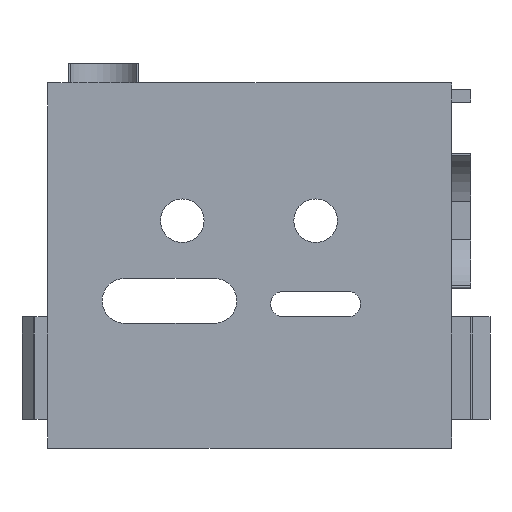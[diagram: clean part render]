
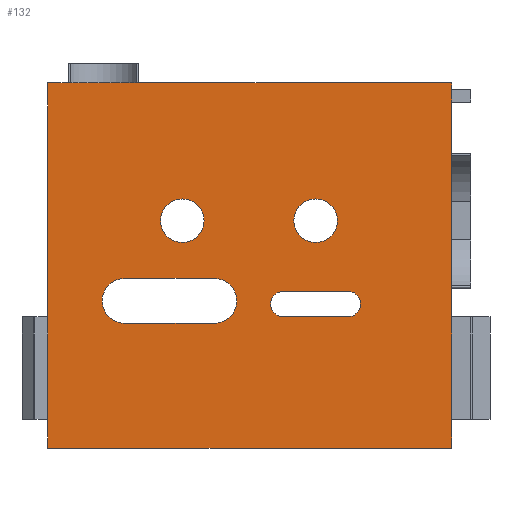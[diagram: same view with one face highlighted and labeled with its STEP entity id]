
A CAD part, left-side view. The second image highlights one B-rep face of the part: STEP entity #132.
In plain terms, the highlighted planar face has unit normal (-1, 0, 0).
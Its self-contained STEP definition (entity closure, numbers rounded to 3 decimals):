
#22 = VERTEX_POINT('',#23);
#23 = CARTESIAN_POINT('',(30.,14.65,14.25));
#31 = EDGE_CURVE('',#32,#22,#34,.T.);
#32 = VERTEX_POINT('',#33);
#33 = CARTESIAN_POINT('',(30.,9.15,14.25));
#34 = LINE('',#35,#36);
#35 = CARTESIAN_POINT('',(30.,9.15,14.25));
#36 = VECTOR('',#37,1.);
#37 = DIRECTION('',(0.,1.,0.));
#132 = ADVANCED_FACE('',(#133,#238,#274,#285,#296),#332,.T.);
#133 = FACE_BOUND('',#134,.T.);
#134 = EDGE_LOOP('',(#135,#143,#144,#152,#160,#168,#176,#184,#192,#200,
    #208,#216,#224,#232));
#135 = ORIENTED_EDGE('',*,*,#136,.T.);
#136 = EDGE_CURVE('',#137,#32,#139,.T.);
#137 = VERTEX_POINT('',#138);
#138 = CARTESIAN_POINT('',(30.,-15.25,14.25));
#139 = LINE('',#140,#141);
#140 = CARTESIAN_POINT('',(30.,-15.25,14.25));
#141 = VECTOR('',#142,1.);
#142 = DIRECTION('',(0.,1.,0.));
#143 = ORIENTED_EDGE('',*,*,#31,.T.);
#144 = ORIENTED_EDGE('',*,*,#145,.T.);
#145 = EDGE_CURVE('',#22,#146,#148,.T.);
#146 = VERTEX_POINT('',#147);
#147 = CARTESIAN_POINT('',(30.,16.25,14.25));
#148 = LINE('',#149,#150);
#149 = CARTESIAN_POINT('',(30.,-15.25,14.25));
#150 = VECTOR('',#151,1.);
#151 = DIRECTION('',(0.,1.,0.));
#152 = ORIENTED_EDGE('',*,*,#153,.T.);
#153 = EDGE_CURVE('',#146,#154,#156,.T.);
#154 = VERTEX_POINT('',#155);
#155 = CARTESIAN_POINT('',(30.,16.25,-4.));
#156 = LINE('',#157,#158);
#157 = CARTESIAN_POINT('',(30.,16.25,14.25));
#158 = VECTOR('',#159,1.);
#159 = DIRECTION('',(0.,0.,-1.));
#160 = ORIENTED_EDGE('',*,*,#161,.T.);
#161 = EDGE_CURVE('',#154,#162,#164,.T.);
#162 = VERTEX_POINT('',#163);
#163 = CARTESIAN_POINT('',(30.,16.25,-12.));
#164 = LINE('',#165,#166);
#165 = CARTESIAN_POINT('',(30.,16.25,-4.));
#166 = VECTOR('',#167,1.);
#167 = DIRECTION('',(0.,0.,-1.));
#168 = ORIENTED_EDGE('',*,*,#169,.T.);
#169 = EDGE_CURVE('',#162,#170,#172,.T.);
#170 = VERTEX_POINT('',#171);
#171 = CARTESIAN_POINT('',(30.,16.25,-14.25));
#172 = LINE('',#173,#174);
#173 = CARTESIAN_POINT('',(30.,16.25,14.25));
#174 = VECTOR('',#175,1.);
#175 = DIRECTION('',(0.,0.,-1.));
#176 = ORIENTED_EDGE('',*,*,#177,.T.);
#177 = EDGE_CURVE('',#170,#178,#180,.T.);
#178 = VERTEX_POINT('',#179);
#179 = CARTESIAN_POINT('',(30.,-15.25,-14.25));
#180 = LINE('',#181,#182);
#181 = CARTESIAN_POINT('',(30.,16.25,-14.25));
#182 = VECTOR('',#183,1.);
#183 = DIRECTION('',(0.,-1.,0.));
#184 = ORIENTED_EDGE('',*,*,#185,.T.);
#185 = EDGE_CURVE('',#178,#186,#188,.T.);
#186 = VERTEX_POINT('',#187);
#187 = CARTESIAN_POINT('',(30.,-15.25,-12.));
#188 = LINE('',#189,#190);
#189 = CARTESIAN_POINT('',(30.,-15.25,-14.25));
#190 = VECTOR('',#191,1.);
#191 = DIRECTION('',(0.,0.,1.));
#192 = ORIENTED_EDGE('',*,*,#193,.T.);
#193 = EDGE_CURVE('',#186,#194,#196,.T.);
#194 = VERTEX_POINT('',#195);
#195 = CARTESIAN_POINT('',(30.,-15.25,-4.));
#196 = LINE('',#197,#198);
#197 = CARTESIAN_POINT('',(30.,-15.25,-12.));
#198 = VECTOR('',#199,1.);
#199 = DIRECTION('',(0.,0.,1.));
#200 = ORIENTED_EDGE('',*,*,#201,.T.);
#201 = EDGE_CURVE('',#194,#202,#204,.T.);
#202 = VERTEX_POINT('',#203);
#203 = CARTESIAN_POINT('',(30.,-15.25,-1.75));
#204 = LINE('',#205,#206);
#205 = CARTESIAN_POINT('',(30.,-15.25,-14.25));
#206 = VECTOR('',#207,1.);
#207 = DIRECTION('',(0.,0.,1.));
#208 = ORIENTED_EDGE('',*,*,#209,.T.);
#209 = EDGE_CURVE('',#202,#210,#212,.T.);
#210 = VERTEX_POINT('',#211);
#211 = CARTESIAN_POINT('',(30.,-15.25,8.75));
#212 = LINE('',#213,#214);
#213 = CARTESIAN_POINT('',(30.,-15.25,-1.75));
#214 = VECTOR('',#215,1.);
#215 = DIRECTION('',(0.,0.,1.));
#216 = ORIENTED_EDGE('',*,*,#217,.T.);
#217 = EDGE_CURVE('',#210,#218,#220,.T.);
#218 = VERTEX_POINT('',#219);
#219 = CARTESIAN_POINT('',(30.,-15.25,12.75));
#220 = LINE('',#221,#222);
#221 = CARTESIAN_POINT('',(30.,-15.25,-14.25));
#222 = VECTOR('',#223,1.);
#223 = DIRECTION('',(0.,0.,1.));
#224 = ORIENTED_EDGE('',*,*,#225,.T.);
#225 = EDGE_CURVE('',#218,#226,#228,.T.);
#226 = VERTEX_POINT('',#227);
#227 = CARTESIAN_POINT('',(30.,-15.25,13.75));
#228 = LINE('',#229,#230);
#229 = CARTESIAN_POINT('',(30.,-15.25,12.75));
#230 = VECTOR('',#231,1.);
#231 = DIRECTION('',(0.,0.,1.));
#232 = ORIENTED_EDGE('',*,*,#233,.T.);
#233 = EDGE_CURVE('',#226,#137,#234,.T.);
#234 = LINE('',#235,#236);
#235 = CARTESIAN_POINT('',(30.,-15.25,-14.25));
#236 = VECTOR('',#237,1.);
#237 = DIRECTION('',(0.,0.,1.));
#238 = FACE_BOUND('',#239,.T.);
#239 = EDGE_LOOP('',(#240,#250,#259,#267));
#240 = ORIENTED_EDGE('',*,*,#241,.T.);
#241 = EDGE_CURVE('',#242,#244,#246,.T.);
#242 = VERTEX_POINT('',#243);
#243 = CARTESIAN_POINT('',(30.,10.25,-1.));
#244 = VERTEX_POINT('',#245);
#245 = CARTESIAN_POINT('',(30.,3.25,-1.));
#246 = LINE('',#247,#248);
#247 = CARTESIAN_POINT('',(30.,1.875,-1.));
#248 = VECTOR('',#249,1.);
#249 = DIRECTION('',(0.,-1.,0.));
#250 = ORIENTED_EDGE('',*,*,#251,.T.);
#251 = EDGE_CURVE('',#244,#252,#254,.T.);
#252 = VERTEX_POINT('',#253);
#253 = CARTESIAN_POINT('',(30.,3.25,-4.5));
#254 = CIRCLE('',#255,1.75);
#255 = AXIS2_PLACEMENT_3D('',#256,#257,#258);
#256 = CARTESIAN_POINT('',(30.,3.25,-2.75));
#257 = DIRECTION('',(1.,0.,0.));
#258 = DIRECTION('',(0.,1.,0.));
#259 = ORIENTED_EDGE('',*,*,#260,.F.);
#260 = EDGE_CURVE('',#261,#252,#263,.T.);
#261 = VERTEX_POINT('',#262);
#262 = CARTESIAN_POINT('',(30.,10.25,-4.5));
#263 = LINE('',#264,#265);
#264 = CARTESIAN_POINT('',(30.,1.875,-4.5));
#265 = VECTOR('',#266,1.);
#266 = DIRECTION('',(0.,-1.,0.));
#267 = ORIENTED_EDGE('',*,*,#268,.T.);
#268 = EDGE_CURVE('',#261,#242,#269,.T.);
#269 = CIRCLE('',#270,1.75);
#270 = AXIS2_PLACEMENT_3D('',#271,#272,#273);
#271 = CARTESIAN_POINT('',(30.,10.25,-2.75));
#272 = DIRECTION('',(1.,0.,0.));
#273 = DIRECTION('',(0.,1.,0.));
#274 = FACE_BOUND('',#275,.T.);
#275 = EDGE_LOOP('',(#276));
#276 = ORIENTED_EDGE('',*,*,#277,.T.);
#277 = EDGE_CURVE('',#278,#278,#280,.T.);
#278 = VERTEX_POINT('',#279);
#279 = CARTESIAN_POINT('',(30.,-2.95,3.5));
#280 = CIRCLE('',#281,1.7);
#281 = AXIS2_PLACEMENT_3D('',#282,#283,#284);
#282 = CARTESIAN_POINT('',(30.,-4.65,3.5));
#283 = DIRECTION('',(1.,0.,0.));
#284 = DIRECTION('',(0.,1.,0.));
#285 = FACE_BOUND('',#286,.T.);
#286 = EDGE_LOOP('',(#287));
#287 = ORIENTED_EDGE('',*,*,#288,.T.);
#288 = EDGE_CURVE('',#289,#289,#291,.T.);
#289 = VERTEX_POINT('',#290);
#290 = CARTESIAN_POINT('',(30.,7.45,3.5));
#291 = CIRCLE('',#292,1.7);
#292 = AXIS2_PLACEMENT_3D('',#293,#294,#295);
#293 = CARTESIAN_POINT('',(30.,5.75,3.5));
#294 = DIRECTION('',(1.,0.,0.));
#295 = DIRECTION('',(0.,1.,0.));
#296 = FACE_BOUND('',#297,.T.);
#297 = EDGE_LOOP('',(#298,#308,#317,#325));
#298 = ORIENTED_EDGE('',*,*,#299,.T.);
#299 = EDGE_CURVE('',#300,#302,#304,.T.);
#300 = VERTEX_POINT('',#301);
#301 = CARTESIAN_POINT('',(30.,-2.15,-2.));
#302 = VERTEX_POINT('',#303);
#303 = CARTESIAN_POINT('',(30.,-7.15,-2.));
#304 = LINE('',#305,#306);
#305 = CARTESIAN_POINT('',(30.,-3.325,-2.));
#306 = VECTOR('',#307,1.);
#307 = DIRECTION('',(0.,-1.,0.));
#308 = ORIENTED_EDGE('',*,*,#309,.T.);
#309 = EDGE_CURVE('',#302,#310,#312,.T.);
#310 = VERTEX_POINT('',#311);
#311 = CARTESIAN_POINT('',(30.,-7.15,-4.));
#312 = CIRCLE('',#313,1.);
#313 = AXIS2_PLACEMENT_3D('',#314,#315,#316);
#314 = CARTESIAN_POINT('',(30.,-7.15,-3.));
#315 = DIRECTION('',(1.,0.,0.));
#316 = DIRECTION('',(0.,1.,0.));
#317 = ORIENTED_EDGE('',*,*,#318,.F.);
#318 = EDGE_CURVE('',#319,#310,#321,.T.);
#319 = VERTEX_POINT('',#320);
#320 = CARTESIAN_POINT('',(30.,-2.15,-4.));
#321 = LINE('',#322,#323);
#322 = CARTESIAN_POINT('',(30.,-3.325,-4.));
#323 = VECTOR('',#324,1.);
#324 = DIRECTION('',(0.,-1.,0.));
#325 = ORIENTED_EDGE('',*,*,#326,.T.);
#326 = EDGE_CURVE('',#319,#300,#327,.T.);
#327 = CIRCLE('',#328,1.);
#328 = AXIS2_PLACEMENT_3D('',#329,#330,#331);
#329 = CARTESIAN_POINT('',(30.,-2.15,-3.));
#330 = DIRECTION('',(1.,0.,0.));
#331 = DIRECTION('',(0.,1.,0.));
#332 = PLANE('',#333);
#333 = AXIS2_PLACEMENT_3D('',#334,#335,#336);
#334 = CARTESIAN_POINT('',(30.,0.5,0.));
#335 = DIRECTION('',(-1.,-0.,-0.));
#336 = DIRECTION('',(0.,-1.,0.));
